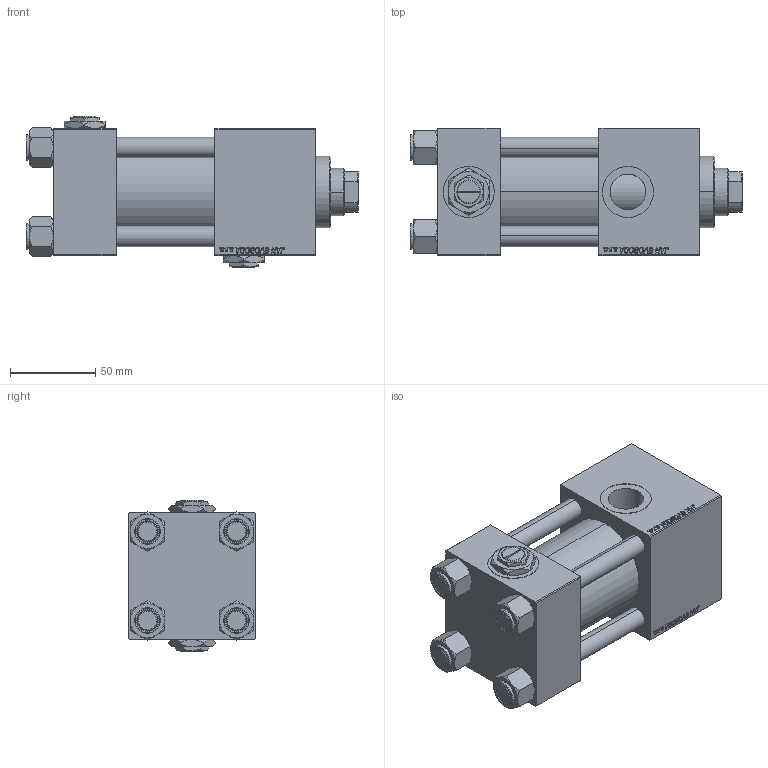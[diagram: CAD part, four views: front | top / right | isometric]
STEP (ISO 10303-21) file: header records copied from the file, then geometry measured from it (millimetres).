
FILE_DESCRIPTION (( 'STEP AP203' ), '1' );
FILE_NAME ('1908.STEP', '2025-10-17T06:49:52', ( '' ), ( '' ), 'SwSTEP 2.0', 'SolidWorks 2019', '' );
FILE_SCHEMA (( 'CONFIG_CONTROL_DESIGN' ));
Length unit declared in the file: millimetre
Products named in the file (7): V215CR_C_Body dfa6a8aae5d97e0da33f419cf20b737d; NUT_M5_C dfa6a8aae5d97e0da33f419cf20b737d; V215CR_C_TYCINKA dfa6a8aae5d97e0da33f419cf20b737d; 1908; V215CR_VCP_C dfa6a8aae5d97e0da33f419cf20b737d; Zatka_pro_OIL_PORT dfa6a8aae5d97e0da33f419cf20b737d; V215_VC_A dfa6a8aae5d97e0da33f419cf20b737d
Assembly tree (13 placements, depth 2):
  1908
    V215CR_C_Body dfa6a8aae5d97e0da33f419cf20b737d
    V215CR_VCP_C dfa6a8aae5d97e0da33f419cf20b737d
    NUT_M5_C dfa6a8aae5d97e0da33f419cf20b737d  x4
    V215CR_C_TYCINKA dfa6a8aae5d97e0da33f419cf20b737d  x4
    V215_VC_A dfa6a8aae5d97e0da33f419cf20b737d
    Zatka_pro_OIL_PORT dfa6a8aae5d97e0da33f419cf20b737d  x2
Bounding box: 195 x 75 x 89 mm (x, y, z)
Volume: 663959.2 mm3; surface area: 155409.1 mm2
Topology: 13 solids, 13 shells, 1249 faces, 3104 edges, 2003 vertices
Faces by surface type: plane 573, bspline 392, cone 178, cylinder 98, torus 8
Entity records: 52253 total; most frequent: CARTESIAN_POINT 27757, ORIENTED_EDGE 5508, DIRECTION 3550, EDGE_CURVE 2754, VERTEX_POINT 1801, VECTOR 1638, LINE 1638, EDGE_LOOP 1223
